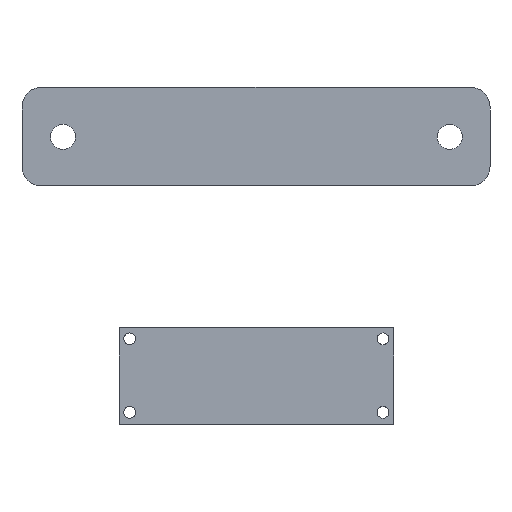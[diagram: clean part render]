
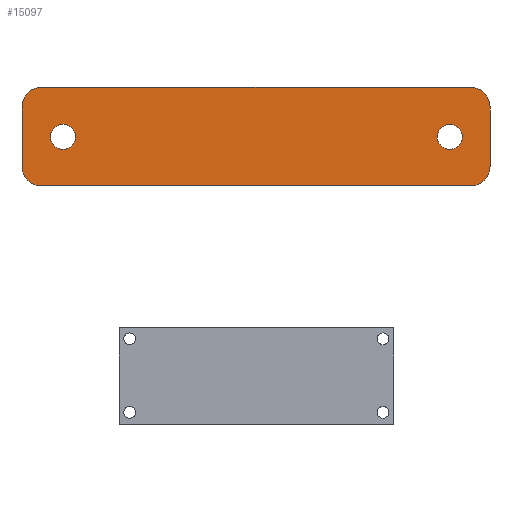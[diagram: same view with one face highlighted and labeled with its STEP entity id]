
A CAD part, front view. The second image highlights one B-rep face of the part: STEP entity #15097.
In plain terms, the highlighted planar face has unit normal (0, -1, 0).
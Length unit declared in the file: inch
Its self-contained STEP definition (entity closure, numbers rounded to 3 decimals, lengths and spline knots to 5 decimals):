
#544 = DIRECTION ( 'NONE',  ( 0., -1., 0. ) ) ;
#546 = DIRECTION ( 'NONE',  ( 0., -1., 0. ) ) ;
#931 = ORIENTED_EDGE ( 'NONE', *, *, #1938, .T. ) ;
#976 = LINE ( 'NONE', #16903, #6013 ) ;
#1053 = CARTESIAN_POINT ( 'NONE',  ( -2.38565, 0., 2.32972 ) ) ;
#1182 = CARTESIAN_POINT ( 'NONE',  ( 2.17813, 0., 3.33366 ) ) ;
#1390 = PLANE ( 'NONE',  #11506 ) ;
#1595 = ORIENTED_EDGE ( 'NONE', *, *, #14804, .F. ) ;
#1638 = VECTOR ( 'NONE', #13559, 39.37008 ) ;
#1660 = DIRECTION ( 'NONE',  ( 0., -1., 0. ) ) ;
#1678 = DIRECTION ( 'NONE',  ( 0., 0., 1. ) ) ;
#1804 = CIRCLE ( 'NONE', #4009, 0.2 ) ;
#1938 = EDGE_CURVE ( 'NONE', #10026, #7226, #6253, .T. ) ;
#2051 = CARTESIAN_POINT ( 'NONE',  ( -2.18565, 0., 2.52972 ) ) ;
#2104 = VERTEX_POINT ( 'NONE', #6309 ) ;
#2414 = CIRCLE ( 'NONE', #6856, 0.12726 ) ;
#2526 = CARTESIAN_POINT ( 'NONE',  ( -2.38565, 0., 3.33366 ) ) ;
#2650 = AXIS2_PLACEMENT_3D ( 'NONE', #9797, #13705, #3292 ) ;
#3264 = CARTESIAN_POINT ( 'NONE',  ( -2.18565, 0., 3.33366 ) ) ;
#3292 = DIRECTION ( 'NONE',  ( 0., 0., 1. ) ) ;
#3371 = CARTESIAN_POINT ( 'NONE',  ( 2.37813, 0., 2.52972 ) ) ;
#3456 = VECTOR ( 'NONE', #15834, 39.37008 ) ;
#3888 = VERTEX_POINT ( 'NONE', #1182 ) ;
#4009 = AXIS2_PLACEMENT_3D ( 'NONE', #8389, #13748, #5656 ) ;
#4091 = CARTESIAN_POINT ( 'NONE',  ( 2.17813, 0., 3.13366 ) ) ;
#4336 = DIRECTION ( 'NONE',  ( 0., 0., 1. ) ) ;
#4948 = DIRECTION ( 'NONE',  ( 0., 0., -1. ) ) ;
#5121 = EDGE_CURVE ( 'NONE', #2104, #9163, #15702, .T. ) ;
#5344 = LINE ( 'NONE', #1053, #8207 ) ;
#5656 = DIRECTION ( 'NONE',  ( 0., 0., 1. ) ) ;
#5872 = EDGE_CURVE ( 'NONE', #8431, #10380, #976, .T. ) ;
#5880 = CARTESIAN_POINT ( 'NONE',  ( -2.38565, 0., 2.52972 ) ) ;
#5902 = ORIENTED_EDGE ( 'NONE', *, *, #6243, .F. ) ;
#6013 = VECTOR ( 'NONE', #4948, 39.37008 ) ;
#6243 = EDGE_CURVE ( 'NONE', #12371, #15579, #5344, .T. ) ;
#6253 = CIRCLE ( 'NONE', #2650, 0.12726 ) ;
#6309 = CARTESIAN_POINT ( 'NONE',  ( 1.9685, 0., 2.95634 ) ) ;
#6384 = CIRCLE ( 'NONE', #16112, 0.12726 ) ;
#6593 = EDGE_CURVE ( 'NONE', #12371, #10380, #1804, .T. ) ;
#6698 = CARTESIAN_POINT ( 'NONE',  ( -2.38565, 0., 3.13366 ) ) ;
#6856 = AXIS2_PLACEMENT_3D ( 'NONE', #13576, #14973, #1678 ) ;
#6885 = CIRCLE ( 'NONE', #15791, 0.2 ) ;
#6928 = FACE_BOUND ( 'NONE', #15575, .T. ) ;
#6962 = ORIENTED_EDGE ( 'NONE', *, *, #10016, .T. ) ;
#7016 = CARTESIAN_POINT ( 'NONE',  ( 1.9685, 0., 2.82908 ) ) ;
#7204 = DIRECTION ( 'NONE',  ( 0., 1., 0. ) ) ;
#7226 = VERTEX_POINT ( 'NONE', #15800 ) ;
#7470 = CARTESIAN_POINT ( 'NONE',  ( 2.37813, 0., 3.13366 ) ) ;
#7913 = ORIENTED_EDGE ( 'NONE', *, *, #10031, .F. ) ;
#8119 = ORIENTED_EDGE ( 'NONE', *, *, #6593, .T. ) ;
#8207 = VECTOR ( 'NONE', #13295, 39.37008 ) ;
#8355 = DIRECTION ( 'NONE',  ( 0., 0., 1. ) ) ;
#8389 = CARTESIAN_POINT ( 'NONE',  ( 2.17813, 0., 2.52972 ) ) ;
#8431 = VERTEX_POINT ( 'NONE', #7470 ) ;
#8493 = AXIS2_PLACEMENT_3D ( 'NONE', #2051, #546, #8355 ) ;
#8509 = CARTESIAN_POINT ( 'NONE',  ( 0., 0., 0. ) ) ;
#8550 = EDGE_CURVE ( 'NONE', #9368, #15579, #15967, .T. ) ;
#8556 = ORIENTED_EDGE ( 'NONE', *, *, #5121, .T. ) ;
#8607 = CARTESIAN_POINT ( 'NONE',  ( -2.18565, 0., 3.13366 ) ) ;
#9075 = CARTESIAN_POINT ( 'NONE',  ( -1.9685, 0., 2.82908 ) ) ;
#9163 = VERTEX_POINT ( 'NONE', #13572 ) ;
#9283 = EDGE_LOOP ( 'NONE', ( #7913, #10930, #5902, #8119, #12589, #6962, #1595, #11449 ) ) ;
#9368 = VERTEX_POINT ( 'NONE', #5880 ) ;
#9797 = CARTESIAN_POINT ( 'NONE',  ( -1.9685, 0., 2.82908 ) ) ;
#10016 = EDGE_CURVE ( 'NONE', #8431, #3888, #6885, .T. ) ;
#10026 = VERTEX_POINT ( 'NONE', #16253 ) ;
#10031 = EDGE_CURVE ( 'NONE', #9368, #12981, #15980, .T. ) ;
#10380 = VERTEX_POINT ( 'NONE', #3371 ) ;
#10930 = ORIENTED_EDGE ( 'NONE', *, *, #8550, .T. ) ;
#11075 = EDGE_CURVE ( 'NONE', #9163, #2104, #2414, .T. ) ;
#11449 = ORIENTED_EDGE ( 'NONE', *, *, #15098, .T. ) ;
#11506 = AXIS2_PLACEMENT_3D ( 'NONE', #8509, #15356, #12491 ) ;
#11855 = ORIENTED_EDGE ( 'NONE', *, *, #12855, .T. ) ;
#12237 = FACE_BOUND ( 'NONE', #12732, .T. ) ;
#12371 = VERTEX_POINT ( 'NONE', #14820 ) ;
#12491 = DIRECTION ( 'NONE',  ( 0., 0., 1. ) ) ;
#12589 = ORIENTED_EDGE ( 'NONE', *, *, #5872, .F. ) ;
#12732 = EDGE_LOOP ( 'NONE', ( #8556, #17031 ) ) ;
#12855 = EDGE_CURVE ( 'NONE', #7226, #10026, #6384, .T. ) ;
#12981 = VERTEX_POINT ( 'NONE', #6698 ) ;
#13150 = DIRECTION ( 'NONE',  ( 0., 1., 0. ) ) ;
#13190 = AXIS2_PLACEMENT_3D ( 'NONE', #8607, #544, #13882 ) ;
#13295 = DIRECTION ( 'NONE',  ( -1., 0., 0. ) ) ;
#13297 = FACE_OUTER_BOUND ( 'NONE', #9283, .T. ) ;
#13559 = DIRECTION ( 'NONE',  ( 0., 0., 1. ) ) ;
#13572 = CARTESIAN_POINT ( 'NONE',  ( 1.9685, 0., 2.70183 ) ) ;
#13576 = CARTESIAN_POINT ( 'NONE',  ( 1.9685, 0., 2.82908 ) ) ;
#13705 = DIRECTION ( 'NONE',  ( 0., 1., 0. ) ) ;
#13748 = DIRECTION ( 'NONE',  ( 0., -1., 0. ) ) ;
#13882 = DIRECTION ( 'NONE',  ( 0., 0., 1. ) ) ;
#14366 = DIRECTION ( 'NONE',  ( 0., 0., 1. ) ) ;
#14434 = LINE ( 'NONE', #2526, #3456 ) ;
#14804 = EDGE_CURVE ( 'NONE', #16459, #3888, #14434, .T. ) ;
#14820 = CARTESIAN_POINT ( 'NONE',  ( 2.17813, 0., 2.32972 ) ) ;
#14858 = CARTESIAN_POINT ( 'NONE',  ( -2.38565, 0., 2.32972 ) ) ;
#14973 = DIRECTION ( 'NONE',  ( 0., 1., 0. ) ) ;
#15097 = ADVANCED_FACE ( 'NONE', ( #6928, #12237, #13297 ), #1390, .F. ) ;
#15098 = EDGE_CURVE ( 'NONE', #16459, #12981, #15131, .T. ) ;
#15131 = CIRCLE ( 'NONE', #13190, 0.2 ) ;
#15295 = DIRECTION ( 'NONE',  ( 0., 0., 1. ) ) ;
#15356 = DIRECTION ( 'NONE',  ( 0., 1., 0. ) ) ;
#15412 = AXIS2_PLACEMENT_3D ( 'NONE', #7016, #7204, #15295 ) ;
#15575 = EDGE_LOOP ( 'NONE', ( #11855, #931 ) ) ;
#15579 = VERTEX_POINT ( 'NONE', #16125 ) ;
#15702 = CIRCLE ( 'NONE', #15412, 0.12726 ) ;
#15791 = AXIS2_PLACEMENT_3D ( 'NONE', #4091, #1660, #4336 ) ;
#15800 = CARTESIAN_POINT ( 'NONE',  ( -1.9685, 0., 2.95634 ) ) ;
#15834 = DIRECTION ( 'NONE',  ( 1., 0., 0. ) ) ;
#15967 = CIRCLE ( 'NONE', #8493, 0.2 ) ;
#15980 = LINE ( 'NONE', #14858, #1638 ) ;
#16112 = AXIS2_PLACEMENT_3D ( 'NONE', #9075, #13150, #14366 ) ;
#16125 = CARTESIAN_POINT ( 'NONE',  ( -2.18565, 0., 2.32972 ) ) ;
#16253 = CARTESIAN_POINT ( 'NONE',  ( -1.9685, 0., 2.70183 ) ) ;
#16459 = VERTEX_POINT ( 'NONE', #3264 ) ;
#16903 = CARTESIAN_POINT ( 'NONE',  ( 2.37813, 0., 2.32972 ) ) ;
#17031 = ORIENTED_EDGE ( 'NONE', *, *, #11075, .T. ) ;
